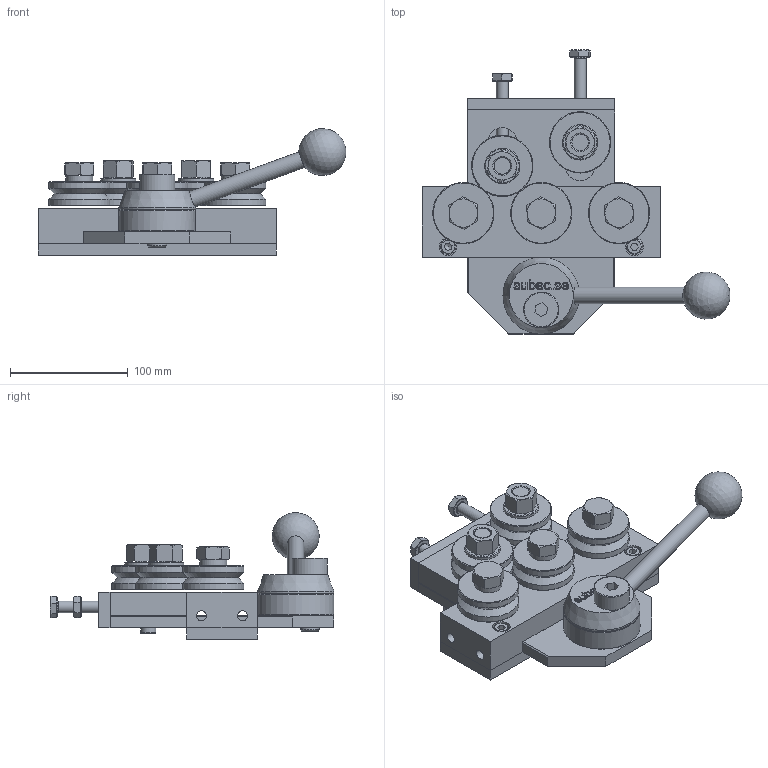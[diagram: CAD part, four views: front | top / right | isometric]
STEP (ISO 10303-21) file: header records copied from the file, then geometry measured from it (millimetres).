
FILE_DESCRIPTION (( 'STEP AP203' ), '1' );
FILE_NAME ('211022_STEP_3-400470-00_1467B.STEP', '2021-10-22T07:22:34', ( '' ), ( '' ), 'SwSTEP 2.0', 'SolidWorks 2021', '' );
FILE_SCHEMA (( 'CONFIG_CONTROL_DESIGN' ));
Length unit declared in the file: millimetre
Products named in the file (1): 211022_STEP_3-400470-00_1467B
Bounding box: 260.99 x 240.9 x 107.48 mm (x, y, z)
Surface area: 190232.8 mm2 (no closed solid volume)
Topology: 0 solids, 50 shells, 374 faces, 1185 edges, 834 vertices
Faces by surface type: plane 201, cone 80, cylinder 52, bspline 28, torus 12, sphere 1
Full cylindrical faces by diameter (mm): 3 x1, 6.8 x4, 8.5 x4, 10 x3, 10.2 x2, 11 x3, 13 x4, 13.5 x1, 14 x1, 14.5 x1, 15 x4, 16 x3, 23 x3, 30 x3, 52 x10, 65 x2
Entity records: 17416 total; most frequent: CARTESIAN_POINT 8114, DIRECTION 1712, ORIENTED_EDGE 1604, EDGE_CURVE 1053, VERTEX_POINT 804, AXIS2_PLACEMENT_3D 614, EDGE_LOOP 551, VECTOR 484
